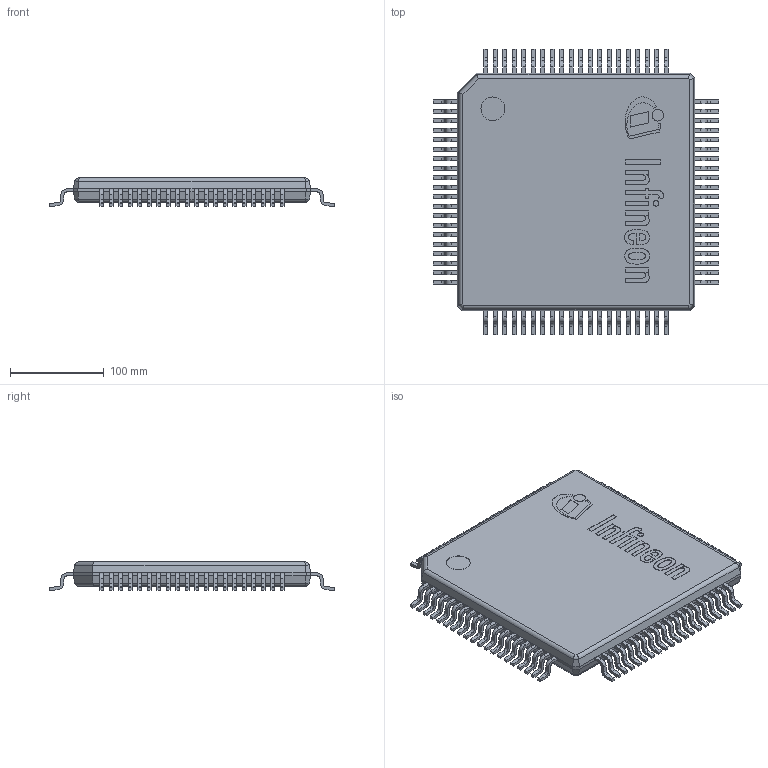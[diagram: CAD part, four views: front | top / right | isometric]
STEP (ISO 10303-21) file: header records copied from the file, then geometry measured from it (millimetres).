
FILE_DESCRIPTION(/* description */ (''),/* implementation_level */ '2;1');
FILE_NAME(/* name */ 'PG-TQFP-80-7_Z8B00169257_5.stp',/* time_stamp */ '2022-03-10T19:21:59+06:00',/* author */ ('janartha'),/* organization */ (''),/* preprocessor_version */ 'ST-DEVELOPER v16.13',/* originating_system */ 'AutoCAD Mechanical',/* authorisation */ '');
FILE_SCHEMA (('AUTOMOTIVE_DESIGN { 1 0 10303 214 3 1 1 }'));
Length unit declared in the file: inch
Products named in the file (1): Product
Bounding box: 304.8 x 304.8 x 30.73 mm (x, y, z)
Volume: 1693192.7 mm3; surface area: 504391.4 mm2
Topology: 97 solids, 97 shells, 1736 faces, 4448 edges, 2913 vertices
Faces by surface type: plane 1064, cylinder 615, torus 29, sphere 28
Full cylindrical faces by diameter (mm): 6.062 x1, 12.506 x1, 25.4 x3
Entity records: 52457 total; most frequent: DIRECTION 9153, CARTESIAN_POINT 9133, ORIENTED_EDGE 8884, EDGE_CURVE 4442, LINE 3199, VECTOR 3199, AXIS2_PLACEMENT_3D 2977, VERTEX_POINT 2913
